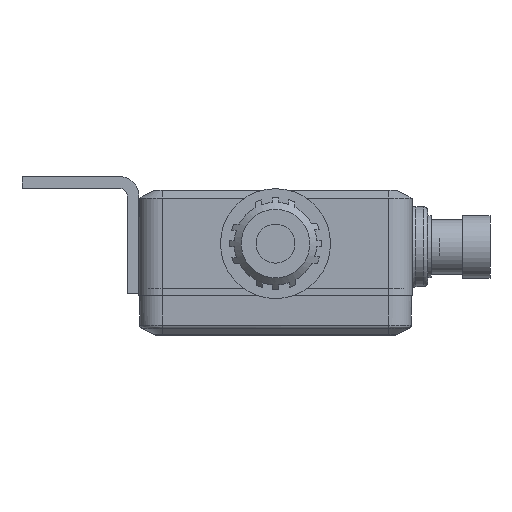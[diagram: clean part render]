
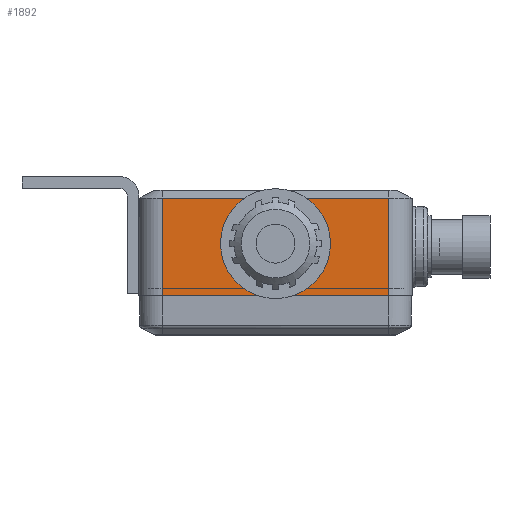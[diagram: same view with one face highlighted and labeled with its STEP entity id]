
A CAD part, front view. The second image highlights one B-rep face of the part: STEP entity #1892.
In plain terms, the highlighted planar face has unit normal (0, -1, 0).
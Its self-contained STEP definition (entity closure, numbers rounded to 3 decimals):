
#1892=ADVANCED_FACE('',(#2742),#2354,.T.);
#2354=PLANE('',#10831);
#2742=FACE_OUTER_BOUND('',#3346,.T.);
#3346=EDGE_LOOP('',(#5332,#5333,#5334,#5335,#5336,#5337));
#3878=CIRCLE('',#10828,5.998);
#5332=ORIENTED_EDGE('',*,*,#8195,.T.);
#5333=ORIENTED_EDGE('',*,*,#8192,.T.);
#5334=ORIENTED_EDGE('',*,*,#8196,.T.);
#5335=ORIENTED_EDGE('',*,*,#8197,.T.);
#5336=ORIENTED_EDGE('',*,*,#8198,.F.);
#5337=ORIENTED_EDGE('',*,*,#8199,.T.);
#7113=VERTEX_POINT('',#15960);
#7114=VERTEX_POINT('',#15962);
#7115=VERTEX_POINT('',#15985);
#7116=VERTEX_POINT('',#15987);
#7117=VERTEX_POINT('',#15989);
#7118=VERTEX_POINT('',#15991);
#8192=EDGE_CURVE('',#7114,#7113,#3878,.T.);
#8195=EDGE_CURVE('',#7115,#7114,#9253,.T.);
#8196=EDGE_CURVE('',#7113,#7116,#9254,.T.);
#8197=EDGE_CURVE('',#7116,#7117,#9255,.T.);
#8198=EDGE_CURVE('',#7118,#7117,#9256,.T.);
#8199=EDGE_CURVE('',#7118,#7115,#9257,.T.);
#9253=LINE('',#15984,#10027);
#9254=LINE('',#15986,#10028);
#9255=LINE('',#15988,#10029);
#9256=LINE('',#15990,#10030);
#9257=LINE('',#15992,#10031);
#10027=VECTOR('',#12649,1.);
#10028=VECTOR('',#12650,1.);
#10029=VECTOR('',#12651,1.);
#10030=VECTOR('',#12652,1.);
#10031=VECTOR('',#12653,1.);
#10828=AXIS2_PLACEMENT_3D('',#15961,#12642,#12643);
#10831=AXIS2_PLACEMENT_3D('',#15993,#12654,#12655);
#12642=DIRECTION('',(0.,1.,0.));
#12643=DIRECTION('',(0.,0.,-1.));
#12649=DIRECTION('',(-1.,0.,0.));
#12650=DIRECTION('',(-1.,0.,0.));
#12651=DIRECTION('',(0.,0.,-1.));
#12652=DIRECTION('',(-1.,0.,0.));
#12653=DIRECTION('',(0.,0.,1.));
#12654=DIRECTION('',(0.,-1.,0.));
#12655=DIRECTION('',(0.,0.,-1.));
#15960=CARTESIAN_POINT('',(-91.631,-146.5,12.489));
#15961=CARTESIAN_POINT('',(-90.279,-146.5,6.646));
#15962=CARTESIAN_POINT('',(-88.926,-146.5,12.489));
#15984=CARTESIAN_POINT('',(-107.779,-146.5,12.489));
#15985=CARTESIAN_POINT('',(-75.779,-146.5,12.489));
#15986=CARTESIAN_POINT('',(-107.779,-146.5,12.489));
#15987=CARTESIAN_POINT('',(-104.779,-146.5,12.489));
#15988=CARTESIAN_POINT('',(-104.779,-146.5,-0.016));
#15989=CARTESIAN_POINT('',(-104.779,-146.5,-0.016));
#15990=CARTESIAN_POINT('',(-107.779,-146.5,-0.016));
#15991=CARTESIAN_POINT('',(-75.779,-146.5,-0.016));
#15992=CARTESIAN_POINT('',(-75.779,-146.5,-0.016));
#15993=CARTESIAN_POINT('',(-107.779,-146.5,-0.016));
